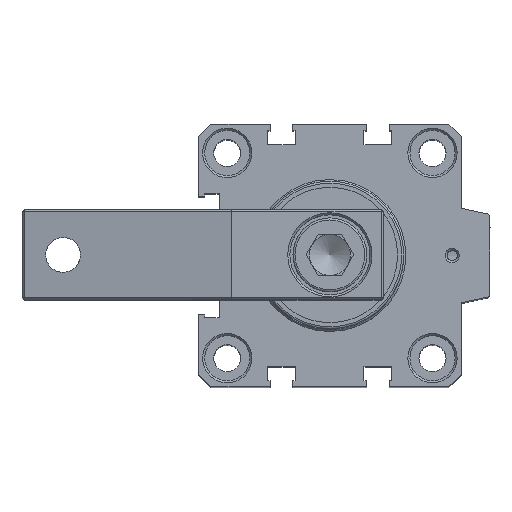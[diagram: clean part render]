
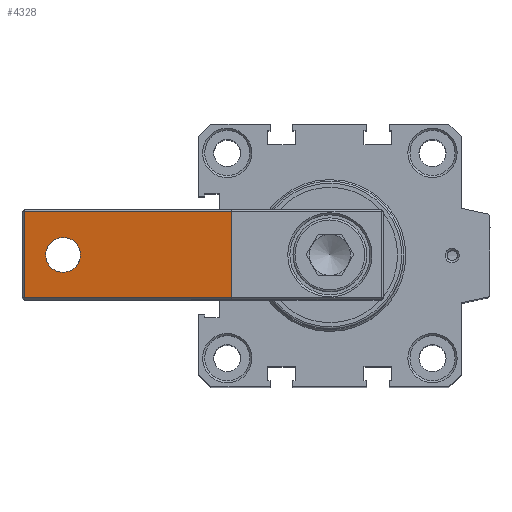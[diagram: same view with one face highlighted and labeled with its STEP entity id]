
A CAD part, top view. The second image highlights one B-rep face of the part: STEP entity #4328.
In plain terms, the highlighted planar face has unit normal (-0.174, 0, 0.985).
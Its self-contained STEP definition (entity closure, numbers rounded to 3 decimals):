
#63=ELLIPSE('',#4837,4.316,4.25);
#64=ELLIPSE('',#4838,4.316,4.25);
#195=FACE_BOUND('',#861,.T.);
#591=FACE_OUTER_BOUND('',#860,.T.);
#860=EDGE_LOOP('',(#3775,#3776,#3777,#3778));
#861=EDGE_LOOP('',(#3779,#3780));
#1208=LINE('',#7425,#1592);
#1211=LINE('',#7431,#1595);
#1212=LINE('',#7433,#1596);
#1213=LINE('',#7434,#1597);
#1592=VECTOR('',#5999,1000.);
#1595=VECTOR('',#6004,1000.);
#1596=VECTOR('',#6005,1000.);
#1597=VECTOR('',#6006,1000.);
#2044=VERTEX_POINT('',#7422);
#2045=VERTEX_POINT('',#7424);
#2047=VERTEX_POINT('',#7430);
#2048=VERTEX_POINT('',#7432);
#2049=VERTEX_POINT('',#7435);
#2050=VERTEX_POINT('',#7436);
#2626=EDGE_CURVE('',#2045,#2044,#1208,.T.);
#2629=EDGE_CURVE('',#2045,#2047,#1211,.T.);
#2630=EDGE_CURVE('',#2044,#2048,#1212,.T.);
#2631=EDGE_CURVE('',#2048,#2047,#1213,.T.);
#2632=EDGE_CURVE('',#2049,#2050,#63,.T.);
#2633=EDGE_CURVE('',#2050,#2049,#64,.T.);
#3775=ORIENTED_EDGE('',*,*,#2629,.F.);
#3776=ORIENTED_EDGE('',*,*,#2626,.T.);
#3777=ORIENTED_EDGE('',*,*,#2630,.T.);
#3778=ORIENTED_EDGE('',*,*,#2631,.T.);
#3779=ORIENTED_EDGE('',*,*,#2632,.T.);
#3780=ORIENTED_EDGE('',*,*,#2633,.T.);
#4103=PLANE('',#4836);
#4328=ADVANCED_FACE('',(#591,#195),#4103,.F.);
#4836=AXIS2_PLACEMENT_3D('',#7429,#6002,#6003);
#4837=AXIS2_PLACEMENT_3D('',#7437,#6007,#6008);
#4838=AXIS2_PLACEMENT_3D('',#7438,#6009,#6010);
#5999=DIRECTION('',(-0.985,0.,-0.174));
#6002=DIRECTION('center_axis',(0.174,0.,-0.985));
#6003=DIRECTION('ref_axis',(-0.985,0.,-0.174));
#6004=DIRECTION('',(0.,-1.,0.));
#6005=DIRECTION('',(0.,-1.,0.));
#6006=DIRECTION('',(0.985,0.,0.174));
#6007=DIRECTION('center_axis',(0.174,0.,
-0.985));
#6008=DIRECTION('ref_axis',(0.985,0.,0.174));
#6009=DIRECTION('center_axis',(0.174,0.,
-0.985));
#6010=DIRECTION('ref_axis',(0.985,0.,0.174));
#7422=CARTESIAN_POINT('',(-74.508,10.5,220.687));
#7424=CARTESIAN_POINT('',(-23.958,10.5,229.6));
#7425=CARTESIAN_POINT('',(-75.,10.5,220.6));
#7429=CARTESIAN_POINT('Origin',(-75.,11.,220.6));
#7430=CARTESIAN_POINT('',(-23.958,-10.5,229.6));
#7431=CARTESIAN_POINT('',(-23.958,11.,229.6));
#7432=CARTESIAN_POINT('',(-74.508,-10.5,220.687));
#7433=CARTESIAN_POINT('',(-74.508,-11.,220.687));
#7434=CARTESIAN_POINT('',(-75.,-10.5,220.6));
#7435=CARTESIAN_POINT('',(-60.75,0.,223.113));
#7436=CARTESIAN_POINT('',(-69.25,0.,221.614));
#7437=CARTESIAN_POINT('Origin',(-65.,0.,222.363));
#7438=CARTESIAN_POINT('Origin',(-65.,0.,222.363));
